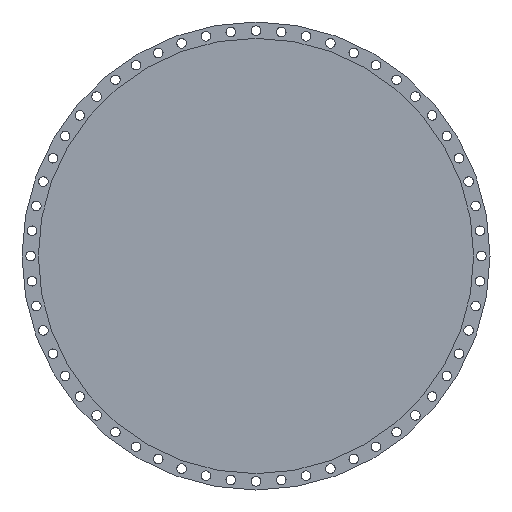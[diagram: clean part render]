
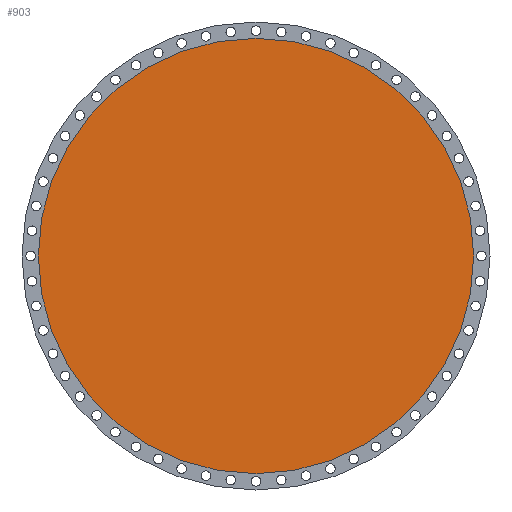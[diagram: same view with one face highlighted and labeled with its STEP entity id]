
A CAD part, left-side view. The second image highlights one B-rep face of the part: STEP entity #903.
In plain terms, the highlighted planar face has unit normal (-1, 0, 0).
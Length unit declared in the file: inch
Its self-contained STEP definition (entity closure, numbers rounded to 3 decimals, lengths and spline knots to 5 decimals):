
#32 = CIRCLE ( 'NONE', #664, 28.375 ) ;
#167 = DIRECTION ( 'NONE',  ( 0., 0., 1. ) ) ;
#664 = AXIS2_PLACEMENT_3D ( 'NONE', #1576, #1285, #945 ) ;
#757 = VERTEX_POINT ( 'NONE', #793 ) ;
#793 = CARTESIAN_POINT ( 'NONE',  ( 0., 0., -28.375 ) ) ;
#903 = ADVANCED_FACE ( 'NONE', ( #4129 ), #3773, .T. ) ;
#945 = DIRECTION ( 'NONE',  ( 0., 0., 1. ) ) ;
#997 = VERTEX_POINT ( 'NONE', #2509 ) ;
#1004 = ORIENTED_EDGE ( 'NONE', *, *, #2899, .T. ) ;
#1097 = CIRCLE ( 'NONE', #2652, 28.375 ) ;
#1210 = CARTESIAN_POINT ( 'NONE',  ( 0., 0., 0. ) ) ;
#1285 = DIRECTION ( 'NONE',  ( -1., 0., 0. ) ) ;
#1561 = EDGE_LOOP ( 'NONE', ( #1004, #1598 ) ) ;
#1565 = DIRECTION ( 'NONE',  ( -1., 0., 0. ) ) ;
#1576 = CARTESIAN_POINT ( 'NONE',  ( 0., 0., 0. ) ) ;
#1598 = ORIENTED_EDGE ( 'NONE', *, *, #2064, .T. ) ;
#2051 = DIRECTION ( 'NONE',  ( 0., 0., 1. ) ) ;
#2064 = EDGE_CURVE ( 'NONE', #757, #997, #32, .T. ) ;
#2403 = DIRECTION ( 'NONE',  ( -1., 0., 0. ) ) ;
#2509 = CARTESIAN_POINT ( 'NONE',  ( 0., 0., 28.375 ) ) ;
#2652 = AXIS2_PLACEMENT_3D ( 'NONE', #1210, #1565, #167 ) ;
#2899 = EDGE_CURVE ( 'NONE', #997, #757, #1097, .T. ) ;
#3464 = CARTESIAN_POINT ( 'NONE',  ( 0., 0., 0. ) ) ;
#3773 = PLANE ( 'NONE',  #4162 ) ;
#4129 = FACE_OUTER_BOUND ( 'NONE', #1561, .T. ) ;
#4162 = AXIS2_PLACEMENT_3D ( 'NONE', #3464, #2403, #2051 ) ;
